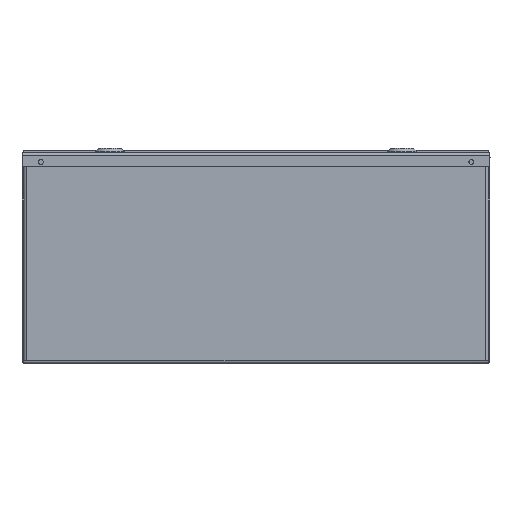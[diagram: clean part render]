
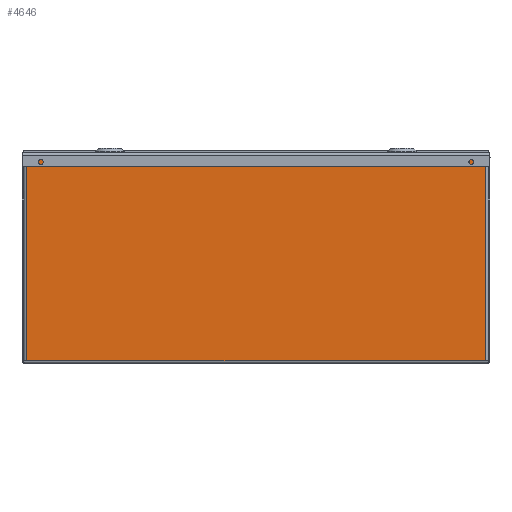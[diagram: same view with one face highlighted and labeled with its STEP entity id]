
A CAD part, front view. The second image highlights one B-rep face of the part: STEP entity #4646.
In plain terms, the highlighted planar face has unit normal (0, -1, 0).
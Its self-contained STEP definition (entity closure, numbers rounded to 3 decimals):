
#221 = CARTESIAN_POINT ( 'NONE',  ( -9., -4.5, 0.117 ) ) ;
#1740 = EDGE_CURVE ( 'NONE', #15575, #50544, #14037, .T. ) ;
#4485 = LINE ( 'NONE', #20408, #26596 ) ;
#4646 = ADVANCED_FACE ( 'NONE', ( #32211 ), #48182, .T. ) ;
#6742 = CARTESIAN_POINT ( 'NONE',  ( -8.828, -4.5, 0.117 ) ) ;
#7107 = LINE ( 'NONE', #47438, #30888 ) ;
#7353 = DIRECTION ( 'NONE',  ( 0., -1., 0. ) ) ;
#7527 = EDGE_CURVE ( 'NONE', #30213, #18594, #12197, .T. ) ;
#7687 = VERTEX_POINT ( 'NONE', #49859 ) ;
#9649 = ORIENTED_EDGE ( 'NONE', *, *, #25523, .T. ) ;
#11196 = CARTESIAN_POINT ( 'NONE',  ( 8.828, -4.5, 7.888 ) ) ;
#12197 = LINE ( 'NONE', #23983, #21727 ) ;
#12301 = CARTESIAN_POINT ( 'NONE',  ( -9., -4.5, 0. ) ) ;
#12572 = DIRECTION ( 'NONE',  ( 0., 0., 1. ) ) ;
#12721 = DIRECTION ( 'NONE',  ( -1., 0., 0. ) ) ;
#13503 = CARTESIAN_POINT ( 'NONE',  ( 8.94, -4.5, 4.056 ) ) ;
#14037 = LINE ( 'NONE', #25573, #21384 ) ;
#15575 = VERTEX_POINT ( 'NONE', #11196 ) ;
#15757 = VECTOR ( 'NONE', #46824, 39.37 ) ;
#16486 = DIRECTION ( 'NONE',  ( 0., 0., -1. ) ) ;
#16657 = EDGE_CURVE ( 'NONE', #50544, #20713, #4485, .T. ) ;
#18181 = LINE ( 'NONE', #13503, #19255 ) ;
#18594 = VERTEX_POINT ( 'NONE', #27146 ) ;
#19255 = VECTOR ( 'NONE', #34169, 39.37 ) ;
#20408 = CARTESIAN_POINT ( 'NONE',  ( -8.828, -4.5, 0. ) ) ;
#20713 = VERTEX_POINT ( 'NONE', #6742 ) ;
#20870 = EDGE_CURVE ( 'NONE', #30213, #48559, #18181, .T. ) ;
#21118 = ORIENTED_EDGE ( 'NONE', *, *, #26232, .F. ) ;
#21384 = VECTOR ( 'NONE', #30026, 39.37 ) ;
#21406 = AXIS2_PLACEMENT_3D ( 'NONE', #12301, #7353, #39306 ) ;
#21727 = VECTOR ( 'NONE', #12721, 39.37 ) ;
#23878 = ORIENTED_EDGE ( 'NONE', *, *, #7527, .T. ) ;
#23983 = CARTESIAN_POINT ( 'NONE',  ( -9., -4.5, 0.117 ) ) ;
#24086 = LINE ( 'NONE', #28025, #30928 ) ;
#25226 = EDGE_CURVE ( 'NONE', #18594, #15575, #24086, .T. ) ;
#25523 = EDGE_CURVE ( 'NONE', #20713, #7687, #43945, .T. ) ;
#25573 = CARTESIAN_POINT ( 'NONE',  ( -9., -4.5, 7.888 ) ) ;
#26232 = EDGE_CURVE ( 'NONE', #48559, #39755, #7107, .T. ) ;
#26596 = VECTOR ( 'NONE', #16486, 39.37 ) ;
#26650 = LINE ( 'NONE', #30843, #15757 ) ;
#27146 = CARTESIAN_POINT ( 'NONE',  ( 8.828, -4.5, 0.117 ) ) ;
#28025 = CARTESIAN_POINT ( 'NONE',  ( 8.828, -4.5, 0. ) ) ;
#28257 = CARTESIAN_POINT ( 'NONE',  ( 8.94, -4.5, 0.117 ) ) ;
#28471 = VECTOR ( 'NONE', #47883, 39.37 ) ;
#29241 = ORIENTED_EDGE ( 'NONE', *, *, #25226, .T. ) ;
#30026 = DIRECTION ( 'NONE',  ( -1., 0., 0. ) ) ;
#30213 = VERTEX_POINT ( 'NONE', #28257 ) ;
#30843 = CARTESIAN_POINT ( 'NONE',  ( -8.94, -4.5, 0. ) ) ;
#30888 = VECTOR ( 'NONE', #50817, 39.37 ) ;
#30928 = VECTOR ( 'NONE', #12572, 39.37 ) ;
#32211 = FACE_OUTER_BOUND ( 'NONE', #38269, .T. ) ;
#34169 = DIRECTION ( 'NONE',  ( 0., 0., -1. ) ) ;
#35367 = EDGE_CURVE ( 'NONE', #7687, #39755, #26650, .T. ) ;
#38269 = EDGE_LOOP ( 'NONE', ( #23878, #29241, #51136, #45466, #9649, #50579, #21118, #40994 ) ) ;
#39306 = DIRECTION ( 'NONE',  ( 0., 0., -1. ) ) ;
#39755 = VERTEX_POINT ( 'NONE', #41458 ) ;
#40365 = CARTESIAN_POINT ( 'NONE',  ( 8.94, -4.5, 0.112 ) ) ;
#40994 = ORIENTED_EDGE ( 'NONE', *, *, #20870, .F. ) ;
#41458 = CARTESIAN_POINT ( 'NONE',  ( -8.94, -4.5, 0.112 ) ) ;
#42929 = CARTESIAN_POINT ( 'NONE',  ( -8.828, -4.5, 7.888 ) ) ;
#43945 = LINE ( 'NONE', #221, #28471 ) ;
#45466 = ORIENTED_EDGE ( 'NONE', *, *, #16657, .T. ) ;
#46824 = DIRECTION ( 'NONE',  ( 0., 0., -1. ) ) ;
#47438 = CARTESIAN_POINT ( 'NONE',  ( -9., -4.5, 0.112 ) ) ;
#47883 = DIRECTION ( 'NONE',  ( -1., 0., 0. ) ) ;
#48182 = PLANE ( 'NONE',  #21406 ) ;
#48559 = VERTEX_POINT ( 'NONE', #40365 ) ;
#49859 = CARTESIAN_POINT ( 'NONE',  ( -8.94, -4.5, 0.117 ) ) ;
#50544 = VERTEX_POINT ( 'NONE', #42929 ) ;
#50579 = ORIENTED_EDGE ( 'NONE', *, *, #35367, .T. ) ;
#50817 = DIRECTION ( 'NONE',  ( -1., 0., 0. ) ) ;
#51136 = ORIENTED_EDGE ( 'NONE', *, *, #1740, .T. ) ;
